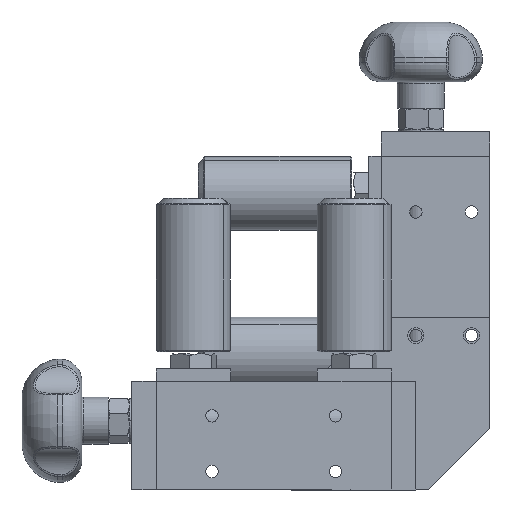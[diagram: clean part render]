
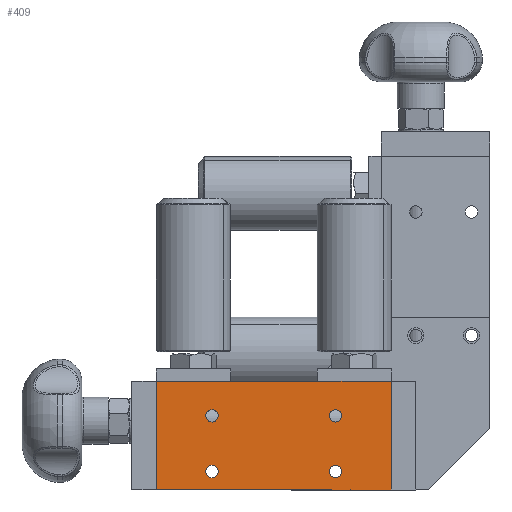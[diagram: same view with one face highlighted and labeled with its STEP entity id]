
A CAD part, left-side view. The second image highlights one B-rep face of the part: STEP entity #409.
In plain terms, the highlighted planar face has unit normal (-1, 0, 0).
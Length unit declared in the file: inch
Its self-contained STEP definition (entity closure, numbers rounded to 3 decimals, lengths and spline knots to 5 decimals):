
#136 = EDGE_CURVE ( 'NONE', #14629, #11104, #17536, .T. ) ;
#409 = ADVANCED_FACE ( 'NONE', ( #9495, #15539, #3619, #9695, #468 ), #15748, .T. ) ;
#468 = FACE_OUTER_BOUND ( 'NONE', #1197, .T. ) ;
#503 = CARTESIAN_POINT ( 'NONE',  ( -3.78957, 1.59131, 3.13769 ) ) ;
#665 = LINE ( 'NONE', #6800, #13188 ) ;
#752 = CIRCLE ( 'NONE', #17237, 0.09843 ) ;
#913 = EDGE_LOOP ( 'NONE', ( #18152, #6501 ) ) ;
#975 = EDGE_CURVE ( 'NONE', #11612, #5774, #752, .T. ) ;
#1197 = EDGE_LOOP ( 'NONE', ( #10948, #12843, #3482, #10393 ) ) ;
#1396 = CARTESIAN_POINT ( 'NONE',  ( -3.78957, 0.70549, 3.68887 ) ) ;
#1439 = AXIS2_PLACEMENT_3D ( 'NONE', #8024, #12208, #11118 ) ;
#1458 = CIRCLE ( 'NONE', #12582, 0.09843 ) ;
#1740 = CARTESIAN_POINT ( 'NONE',  ( -3.78957, 1.59131, 3.13769 ) ) ;
#1873 = EDGE_CURVE ( 'NONE', #10406, #12783, #15394, .T. ) ;
#1891 = CARTESIAN_POINT ( 'NONE',  ( -3.78957, 4.44564, 1.95659 ) ) ;
#1939 = LINE ( 'NONE', #15848, #16358 ) ;
#1947 = ORIENTED_EDGE ( 'NONE', *, *, #2990, .F. ) ;
#1978 = CARTESIAN_POINT ( 'NONE',  ( -3.78957, 3.46139, 2.25186 ) ) ;
#2134 = CARTESIAN_POINT ( 'NONE',  ( -3.78957, 0.70549, 1.95659 ) ) ;
#2330 = ORIENTED_EDGE ( 'NONE', *, *, #975, .F. ) ;
#2796 = EDGE_LOOP ( 'NONE', ( #17307, #6955 ) ) ;
#2829 = VECTOR ( 'NONE', #10346, 39.37008 ) ;
#2976 = CARTESIAN_POINT ( 'NONE',  ( -3.78957, 3.65824, 2.25186 ) ) ;
#2981 = DIRECTION ( 'NONE',  ( 0., -1., 0. ) ) ;
#2990 = EDGE_CURVE ( 'NONE', #11104, #14629, #10080, .T. ) ;
#3036 = DIRECTION ( 'NONE',  ( -1., 0., 0. ) ) ;
#3439 = CARTESIAN_POINT ( 'NONE',  ( -3.78957, 4.44564, 3.68887 ) ) ;
#3482 = ORIENTED_EDGE ( 'NONE', *, *, #17967, .T. ) ;
#3486 = CARTESIAN_POINT ( 'NONE',  ( -3.78957, 1.49289, 3.13769 ) ) ;
#3487 = LINE ( 'NONE', #9358, #10565 ) ;
#3619 = FACE_BOUND ( 'NONE', #12546, .T. ) ;
#4022 = EDGE_CURVE ( 'NONE', #9693, #9874, #6643, .T. ) ;
#4056 = EDGE_CURVE ( 'NONE', #14046, #4841, #9045, .T. ) ;
#4841 = VERTEX_POINT ( 'NONE', #3439 ) ;
#4997 = CARTESIAN_POINT ( 'NONE',  ( -3.78957, 3.55982, 3.13769 ) ) ;
#5185 = CARTESIAN_POINT ( 'NONE',  ( -3.78957, 1.59131, 2.25186 ) ) ;
#5489 = EDGE_CURVE ( 'NONE', #12783, #10406, #5929, .T. ) ;
#5595 = DIRECTION ( 'NONE',  ( -1., 0., 0. ) ) ;
#5774 = VERTEX_POINT ( 'NONE', #3486 ) ;
#5806 = DIRECTION ( 'NONE',  ( -1., 0., 0. ) ) ;
#5929 = CIRCLE ( 'NONE', #15460, 0.09843 ) ;
#6501 = ORIENTED_EDGE ( 'NONE', *, *, #4022, .F. ) ;
#6643 = CIRCLE ( 'NONE', #18391, 0.09843 ) ;
#6800 = CARTESIAN_POINT ( 'NONE',  ( -3.78957, 0.70549, 1.95659 ) ) ;
#6955 = ORIENTED_EDGE ( 'NONE', *, *, #5489, .F. ) ;
#6965 = CARTESIAN_POINT ( 'NONE',  ( -3.78957, 0.70549, 3.68887 ) ) ;
#7088 = DIRECTION ( 'NONE',  ( 0., -1., 0. ) ) ;
#7259 = CARTESIAN_POINT ( 'NONE',  ( -3.78957, 3.55982, 2.25186 ) ) ;
#7992 = VERTEX_POINT ( 'NONE', #13663 ) ;
#8024 = CARTESIAN_POINT ( 'NONE',  ( -3.78957, 3.55982, 3.13769 ) ) ;
#8485 = CARTESIAN_POINT ( 'NONE',  ( -3.78957, 3.65824, 3.13769 ) ) ;
#8775 = CIRCLE ( 'NONE', #11324, 0.09843 ) ;
#9045 = LINE ( 'NONE', #1396, #2829 ) ;
#9358 = CARTESIAN_POINT ( 'NONE',  ( -3.78957, 0.70549, 1.95659 ) ) ;
#9495 = FACE_BOUND ( 'NONE', #15911, .T. ) ;
#9693 = VERTEX_POINT ( 'NONE', #2976 ) ;
#9695 = FACE_BOUND ( 'NONE', #913, .T. ) ;
#9874 = VERTEX_POINT ( 'NONE', #1978 ) ;
#10080 = CIRCLE ( 'NONE', #15482, 0.09843 ) ;
#10346 = DIRECTION ( 'NONE',  ( 0., 1., 0. ) ) ;
#10393 = ORIENTED_EDGE ( 'NONE', *, *, #4056, .T. ) ;
#10406 = VERTEX_POINT ( 'NONE', #15957 ) ;
#10501 = ORIENTED_EDGE ( 'NONE', *, *, #136, .F. ) ;
#10565 = VECTOR ( 'NONE', #10953, 39.37008 ) ;
#10948 = ORIENTED_EDGE ( 'NONE', *, *, #12677, .F. ) ;
#10953 = DIRECTION ( 'NONE',  ( 0., 0., 1. ) ) ;
#11032 = DIRECTION ( 'NONE',  ( 0., -1., 0. ) ) ;
#11079 = DIRECTION ( 'NONE',  ( 0., -1., 0. ) ) ;
#11104 = VERTEX_POINT ( 'NONE', #11623 ) ;
#11118 = DIRECTION ( 'NONE',  ( 0., -1., 0. ) ) ;
#11270 = DIRECTION ( 'NONE',  ( 0., -1., 0. ) ) ;
#11324 = AXIS2_PLACEMENT_3D ( 'NONE', #19217, #5595, #11678 ) ;
#11515 = AXIS2_PLACEMENT_3D ( 'NONE', #19340, #5806, #18045 ) ;
#11612 = VERTEX_POINT ( 'NONE', #17778 ) ;
#11623 = CARTESIAN_POINT ( 'NONE',  ( -3.78957, 1.49289, 2.25186 ) ) ;
#11678 = DIRECTION ( 'NONE',  ( 0., -1., 0. ) ) ;
#12208 = DIRECTION ( 'NONE',  ( -1., 0., 0. ) ) ;
#12546 = EDGE_LOOP ( 'NONE', ( #1947, #10501 ) ) ;
#12582 = AXIS2_PLACEMENT_3D ( 'NONE', #503, #17368, #11032 ) ;
#12676 = EDGE_CURVE ( 'NONE', #7992, #15076, #665, .T. ) ;
#12677 = EDGE_CURVE ( 'NONE', #15076, #4841, #1939, .T. ) ;
#12777 = DIRECTION ( 'NONE',  ( 0., 0., 1. ) ) ;
#12783 = VERTEX_POINT ( 'NONE', #8485 ) ;
#12843 = ORIENTED_EDGE ( 'NONE', *, *, #12676, .F. ) ;
#13188 = VECTOR ( 'NONE', #15649, 39.37008 ) ;
#13422 = DIRECTION ( 'NONE',  ( -1., 0., 0. ) ) ;
#13663 = CARTESIAN_POINT ( 'NONE',  ( -3.78957, 0.70549, 1.95659 ) ) ;
#13719 = EDGE_CURVE ( 'NONE', #9874, #9693, #8775, .T. ) ;
#14046 = VERTEX_POINT ( 'NONE', #6965 ) ;
#14256 = DIRECTION ( 'NONE',  ( -1., 0., 0. ) ) ;
#14629 = VERTEX_POINT ( 'NONE', #16547 ) ;
#15076 = VERTEX_POINT ( 'NONE', #1891 ) ;
#15394 = CIRCLE ( 'NONE', #1439, 0.09843 ) ;
#15400 = EDGE_CURVE ( 'NONE', #5774, #11612, #1458, .T. ) ;
#15460 = AXIS2_PLACEMENT_3D ( 'NONE', #4997, #15735, #11079 ) ;
#15482 = AXIS2_PLACEMENT_3D ( 'NONE', #5185, #16018, #11270 ) ;
#15539 = FACE_BOUND ( 'NONE', #2796, .T. ) ;
#15649 = DIRECTION ( 'NONE',  ( 0., 1., 0. ) ) ;
#15735 = DIRECTION ( 'NONE',  ( -1., 0., 0. ) ) ;
#15748 = PLANE ( 'NONE',  #17211 ) ;
#15848 = CARTESIAN_POINT ( 'NONE',  ( -3.78957, 4.44564, 1.95659 ) ) ;
#15911 = EDGE_LOOP ( 'NONE', ( #17037, #2330 ) ) ;
#15957 = CARTESIAN_POINT ( 'NONE',  ( -3.78957, 3.46139, 3.13769 ) ) ;
#16018 = DIRECTION ( 'NONE',  ( -1., 0., 0. ) ) ;
#16358 = VECTOR ( 'NONE', #12777, 39.37008 ) ;
#16547 = CARTESIAN_POINT ( 'NONE',  ( -3.78957, 1.68974, 2.25186 ) ) ;
#16642 = DIRECTION ( 'NONE',  ( 0., -1., 0. ) ) ;
#17037 = ORIENTED_EDGE ( 'NONE', *, *, #15400, .F. ) ;
#17211 = AXIS2_PLACEMENT_3D ( 'NONE', #2134, #14256, #7088 ) ;
#17237 = AXIS2_PLACEMENT_3D ( 'NONE', #1740, #3036, #16642 ) ;
#17307 = ORIENTED_EDGE ( 'NONE', *, *, #1873, .F. ) ;
#17368 = DIRECTION ( 'NONE',  ( -1., 0., 0. ) ) ;
#17536 = CIRCLE ( 'NONE', #11515, 0.09843 ) ;
#17778 = CARTESIAN_POINT ( 'NONE',  ( -3.78957, 1.68974, 3.13769 ) ) ;
#17967 = EDGE_CURVE ( 'NONE', #7992, #14046, #3487, .T. ) ;
#18045 = DIRECTION ( 'NONE',  ( 0., -1., 0. ) ) ;
#18152 = ORIENTED_EDGE ( 'NONE', *, *, #13719, .F. ) ;
#18391 = AXIS2_PLACEMENT_3D ( 'NONE', #7259, #13422, #2981 ) ;
#19217 = CARTESIAN_POINT ( 'NONE',  ( -3.78957, 3.55982, 2.25186 ) ) ;
#19340 = CARTESIAN_POINT ( 'NONE',  ( -3.78957, 1.59131, 2.25186 ) ) ;
